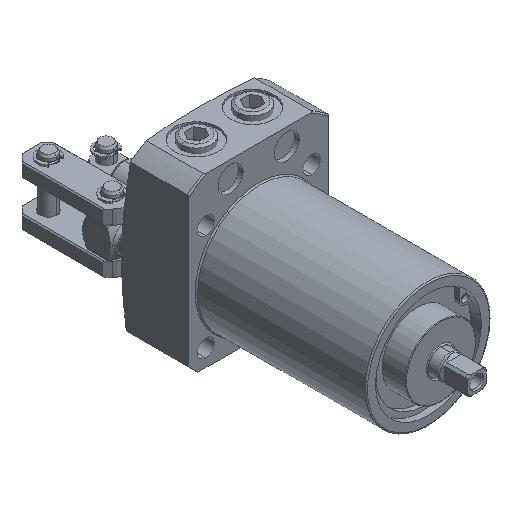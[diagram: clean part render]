
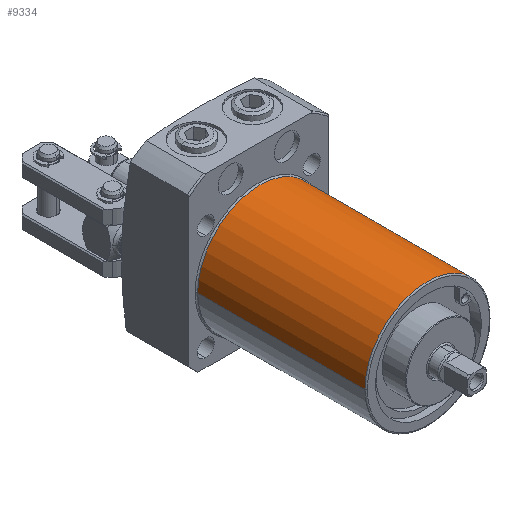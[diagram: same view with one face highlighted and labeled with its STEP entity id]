
A CAD part, isometric view. The second image highlights one B-rep face of the part: STEP entity #9334.
In plain terms, the highlighted cylindrical face has radius 20 mm (diameter 40 mm), a partial arc.
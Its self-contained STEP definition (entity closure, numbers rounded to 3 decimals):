
#65 = ORIENTED_EDGE ( 'NONE', *, *, #1656, .F. ) ;
#70 = ORIENTED_EDGE ( 'NONE', *, *, #719, .T. ) ;
#71 = ORIENTED_EDGE ( 'NONE', *, *, #1655, .T. ) ;
#73 = ORIENTED_EDGE ( 'NONE', *, *, #1654, .T. ) ;
#520 = VECTOR ( 'NONE', #767, 1000. ) ;
#522 = VECTOR ( 'NONE', #776, 1000. ) ;
#523 = LINE ( 'NONE', #768, #520 ) ;
#524 = LINE ( 'NONE', #801, #522 ) ;
#526 = CIRCLE ( 'NONE', #8514, 20. ) ;
#552 = CIRCLE ( 'NONE', #8499, 20. ) ;
#719 = EDGE_CURVE ( 'NONE', #10891, #10760, #552, .T. ) ;
#767 = DIRECTION ( 'NONE',  ( 0., 1., 0. ) ) ;
#768 = CARTESIAN_POINT ( 'NONE',  ( -20., 0., 0. ) ) ;
#769 = DIRECTION ( 'NONE',  ( -1., 0., 0. ) ) ;
#770 = DIRECTION ( 'NONE',  ( 0., 1., 0. ) ) ;
#771 = CARTESIAN_POINT ( 'NONE',  ( 0., -78.3, 0. ) ) ;
#776 = DIRECTION ( 'NONE',  ( 0., 1., 0. ) ) ;
#801 = CARTESIAN_POINT ( 'NONE',  ( 20., 0., 0. ) ) ;
#932 = DIRECTION ( 'NONE',  ( -1., 0., 0. ) ) ;
#933 = DIRECTION ( 'NONE',  ( 0., -1., 0. ) ) ;
#934 = CARTESIAN_POINT ( 'NONE',  ( 0., -24.6, 0. ) ) ;
#1654 = EDGE_CURVE ( 'NONE', #11103, #10793, #526, .T. ) ;
#1655 = EDGE_CURVE ( 'NONE', #10793, #10891, #524, .T. ) ;
#1656 = EDGE_CURVE ( 'NONE', #11103, #10760, #523, .T. ) ;
#5110 = AXIS2_PLACEMENT_3D ( 'NONE', #13311, #13282, #13280 ) ;
#6023 = EDGE_LOOP ( 'NONE', ( #73, #71, #70, #65 ) ) ;
#8499 = AXIS2_PLACEMENT_3D ( 'NONE', #934, #933, #932 ) ;
#8514 = AXIS2_PLACEMENT_3D ( 'NONE', #771, #770, #769 ) ;
#9334 = ADVANCED_FACE ( 'NONE', ( #12720 ), #12719, .T. ) ;
#9947 = CARTESIAN_POINT ( 'NONE',  ( -20., -24.6, 0. ) ) ;
#9980 = CARTESIAN_POINT ( 'NONE',  ( 20., -78.3, 0. ) ) ;
#10078 = CARTESIAN_POINT ( 'NONE',  ( 20., -24.6, 0. ) ) ;
#10196 = CARTESIAN_POINT ( 'NONE',  ( -20., -78.3, 0. ) ) ;
#10760 = VERTEX_POINT ( 'NONE', #9947 ) ;
#10793 = VERTEX_POINT ( 'NONE', #9980 ) ;
#10891 = VERTEX_POINT ( 'NONE', #10078 ) ;
#11103 = VERTEX_POINT ( 'NONE', #10196 ) ;
#12719 = CYLINDRICAL_SURFACE ( 'NONE', #5110, 20. ) ;
#12720 = FACE_OUTER_BOUND ( 'NONE', #6023, .T. ) ;
#13280 = DIRECTION ( 'NONE',  ( -1., 0., 0. ) ) ;
#13282 = DIRECTION ( 'NONE',  ( 0., 1., 0. ) ) ;
#13311 = CARTESIAN_POINT ( 'NONE',  ( 0., 0., 0. ) ) ;
